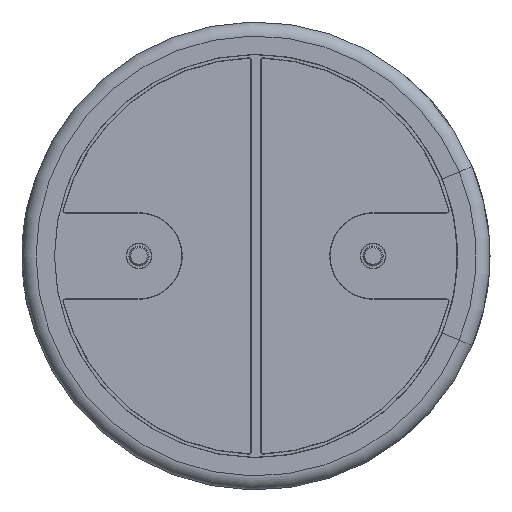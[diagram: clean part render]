
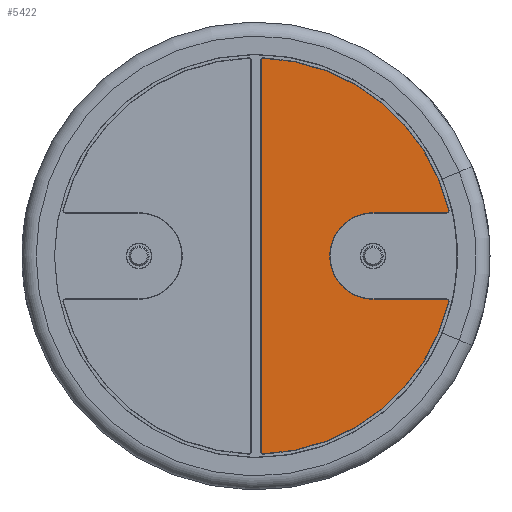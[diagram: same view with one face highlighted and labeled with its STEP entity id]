
A CAD part, front view. The second image highlights one B-rep face of the part: STEP entity #5422.
In plain terms, the highlighted planar face has unit normal (0, -1, 0).
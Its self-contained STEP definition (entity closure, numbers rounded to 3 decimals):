
#61=PLANE('',#5798);
#312=CIRCLE('',#5763,0.085);
#315=CIRCLE('',#5768,0.085);
#318=CIRCLE('',#5772,7.615);
#321=CIRCLE('',#5776,0.085);
#325=CIRCLE('',#5782,1.665);
#329=CIRCLE('',#5788,0.085);
#331=CIRCLE('',#5791,7.615);
#514=FACE_OUTER_BOUND('',#759,.T.);
#759=EDGE_LOOP('',(#4545,#4546,#4547,#4548,#4549,#4550,#4551,#4552,#4553,
#4554));
#999=LINE('',#11161,#1218);
#1001=LINE('',#11185,#1220);
#1003=LINE('',#11197,#1222);
#1218=VECTOR('',#6586,10.);
#1220=VECTOR('',#6616,10.);
#1222=VECTOR('',#6630,10.);
#2297=VERTEX_POINT('',#11149);
#2300=VERTEX_POINT('',#11154);
#2302=VERTEX_POINT('',#11159);
#2304=VERTEX_POINT('',#11165);
#2306=VERTEX_POINT('',#11171);
#2308=VERTEX_POINT('',#11177);
#2310=VERTEX_POINT('',#11183);
#2312=VERTEX_POINT('',#11189);
#2314=VERTEX_POINT('',#11195);
#2316=VERTEX_POINT('',#11201);
#3058=EDGE_CURVE('',#2300,#2297,#312,.T.);
#3060=EDGE_CURVE('',#2302,#2300,#999,.T.);
#3063=EDGE_CURVE('',#2304,#2302,#315,.T.);
#3066=EDGE_CURVE('',#2306,#2304,#318,.T.);
#3069=EDGE_CURVE('',#2308,#2306,#321,.T.);
#3072=EDGE_CURVE('',#2310,#2308,#1001,.T.);
#3075=EDGE_CURVE('',#2312,#2310,#325,.T.);
#3078=EDGE_CURVE('',#2314,#2312,#1003,.T.);
#3081=EDGE_CURVE('',#2316,#2314,#329,.T.);
#3083=EDGE_CURVE('',#2297,#2316,#331,.T.);
#4545=ORIENTED_EDGE('',*,*,#3058,.F.);
#4546=ORIENTED_EDGE('',*,*,#3060,.F.);
#4547=ORIENTED_EDGE('',*,*,#3063,.F.);
#4548=ORIENTED_EDGE('',*,*,#3066,.F.);
#4549=ORIENTED_EDGE('',*,*,#3069,.F.);
#4550=ORIENTED_EDGE('',*,*,#3072,.F.);
#4551=ORIENTED_EDGE('',*,*,#3075,.F.);
#4552=ORIENTED_EDGE('',*,*,#3078,.F.);
#4553=ORIENTED_EDGE('',*,*,#3081,.F.);
#4554=ORIENTED_EDGE('',*,*,#3083,.F.);
#5422=ADVANCED_FACE('',(#514),#61,.F.);
#5763=AXIS2_PLACEMENT_3D('',#11156,#6580,#6581);
#5768=AXIS2_PLACEMENT_3D('',#11167,#6592,#6593);
#5772=AXIS2_PLACEMENT_3D('',#11173,#6600,#6601);
#5776=AXIS2_PLACEMENT_3D('',#11179,#6608,#6609);
#5782=AXIS2_PLACEMENT_3D('',#11191,#6622,#6623);
#5788=AXIS2_PLACEMENT_3D('',#11203,#6636,#6637);
#5791=AXIS2_PLACEMENT_3D('',#11206,#6642,#6643);
#5798=AXIS2_PLACEMENT_3D('',#11219,#6662,#6663);
#6580=DIRECTION('center_axis',(0.,1.,0.));
#6581=DIRECTION('ref_axis',(-0.694,0.,0.72));
#6586=DIRECTION('',(0.,0.,1.));
#6592=DIRECTION('center_axis',(0.,1.,0.));
#6593=DIRECTION('ref_axis',(-0.694,0.,-0.72));
#6600=DIRECTION('center_axis',(0.,1.,0.));
#6601=DIRECTION('ref_axis',(0.634,0.,-0.773));
#6608=DIRECTION('center_axis',(0.,1.,0.));
#6609=DIRECTION('ref_axis',(0.785,0.,0.62));
#6616=DIRECTION('',(1.,0.,0.));
#6622=DIRECTION('center_axis',(0.,-1.,0.));
#6623=DIRECTION('ref_axis',(-1.,0.,0.));
#6630=DIRECTION('',(-1.,0.,0.));
#6636=DIRECTION('center_axis',(0.,1.,0.));
#6637=DIRECTION('ref_axis',(0.785,0.,-0.62));
#6642=DIRECTION('center_axis',(0.,1.,0.));
#6643=DIRECTION('ref_axis',(0.634,0.,0.773));
#6662=DIRECTION('center_axis',(0.,1.,0.));
#6663=DIRECTION('ref_axis',(0.,0.,1.));
#11149=CARTESIAN_POINT('',(0.288,-0.093,7.61));
#11154=CARTESIAN_POINT('',(0.2,-0.093,7.525));
#11156=CARTESIAN_POINT('Origin',(0.285,-0.093,7.525));
#11159=CARTESIAN_POINT('',(0.2,-0.093,-7.525));
#11161=CARTESIAN_POINT('',(0.2,-0.093,3.762));
#11165=CARTESIAN_POINT('',(0.288,-0.093,-7.61));
#11167=CARTESIAN_POINT('Origin',(0.285,-0.093,-7.525));
#11171=CARTESIAN_POINT('',(7.406,-0.093,-1.77));
#11173=CARTESIAN_POINT('Origin',(0.,-0.093,0.));
#11177=CARTESIAN_POINT('',(7.324,-0.093,-1.665));
#11179=CARTESIAN_POINT('Origin',(7.324,-0.093,-1.75));
#11183=CARTESIAN_POINT('',(4.5,-0.093,-1.665));
#11185=CARTESIAN_POINT('',(5.564,-0.093,-1.665));
#11189=CARTESIAN_POINT('',(4.5,-0.093,1.665));
#11191=CARTESIAN_POINT('Origin',(4.5,-0.093,0.));
#11195=CARTESIAN_POINT('',(7.324,-0.093,1.665));
#11197=CARTESIAN_POINT('',(4.152,-0.093,1.665));
#11201=CARTESIAN_POINT('',(7.406,-0.093,1.77));
#11203=CARTESIAN_POINT('Origin',(7.324,-0.093,1.75));
#11206=CARTESIAN_POINT('Origin',(0.,-0.093,0.));
#11219=CARTESIAN_POINT('Origin',(3.804,-0.093,0.));
